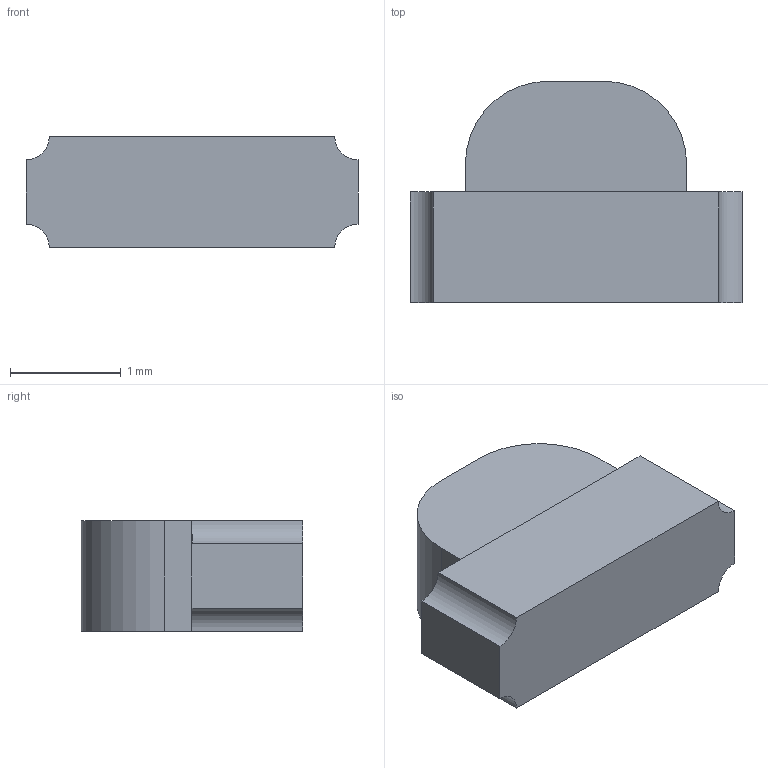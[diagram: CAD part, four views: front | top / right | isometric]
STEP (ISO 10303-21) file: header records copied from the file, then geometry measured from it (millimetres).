
FILE_DESCRIPTION(('FreeCAD Model'),'2;1');
FILE_NAME('led-smd-3mm-1mm-right-angle.step','2019-01-29T23:51:49',('Author'),(''), 'Open CASCADE STEP processor 6.8','FreeCAD','Unknown');
FILE_SCHEMA(('AUTOMOTIVE_DESIGN_CC2 { 1 2 10303 214 -1 1 5 4 }'));
Length unit declared in the file: millimetre
Products named in the file (1): Fillet
Bounding box: 3 x 2 x 1 mm (x, y, z)
Volume: 4.6 mm3; surface area: 18.2 mm2
Topology: 1 solids, 1 shells, 18 faces, 44 edges, 28 vertices
Faces by surface type: plane 12, cylinder 6
Entity records: 1258 total; most frequent: CARTESIAN_POINT 215, DIRECTION 176, LINE 108, VECTOR 108, ORIENTED_EDGE 88, PCURVE 88, DEFINITIONAL_REPRESENTATION 88, EDGE_CURVE 44
